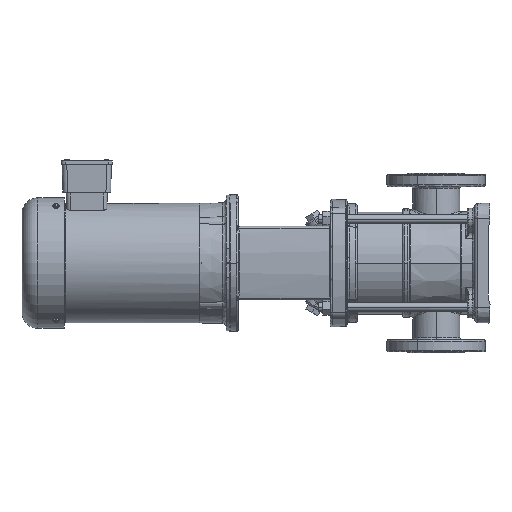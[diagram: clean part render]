
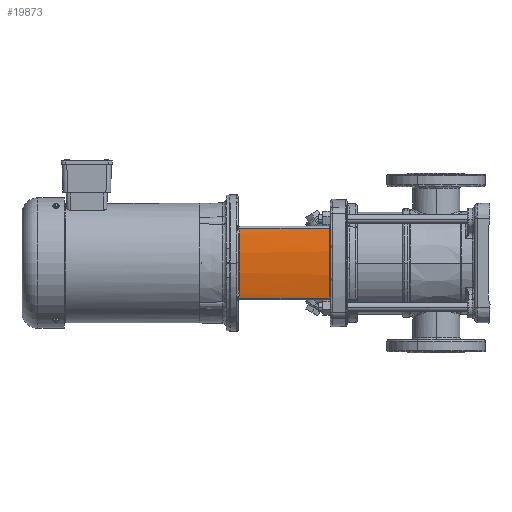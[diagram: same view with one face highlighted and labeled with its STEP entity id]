
A CAD part, left-side view. The second image highlights one B-rep face of the part: STEP entity #19873.
In plain terms, the highlighted cylindrical face has radius 247.5 mm (diameter 495 mm), a partial arc.
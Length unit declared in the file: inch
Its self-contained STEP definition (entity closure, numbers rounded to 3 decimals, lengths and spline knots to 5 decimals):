
#1725 = ORIENTED_EDGE ( 'NONE', *, *, #12533, .T. ) ;
#5986 = EDGE_CURVE ( 'NONE', #8569, #63252, #70696, .T. ) ;
#7742 = CARTESIAN_POINT ( 'NONE',  ( 2.30097, 13.01124, -3.79923 ) ) ;
#8569 = VERTEX_POINT ( 'NONE', #71186 ) ;
#8788 = CARTESIAN_POINT ( 'NONE',  ( 2.09615, 12.98171, -3.84669 ) ) ;
#12533 = EDGE_CURVE ( 'NONE', #106192, #30618, #39298, .T. ) ;
#14281 = ORIENTED_EDGE ( 'NONE', *, *, #5986, .T. ) ;
#14715 = CARTESIAN_POINT ( 'NONE',  ( -2.17308, 12.98892, -3.8294 ) ) ;
#14862 = CARTESIAN_POINT ( 'NONE',  ( -2.30097, 13.01124, -3.79923 ) ) ;
#15819 = CARTESIAN_POINT ( 'NONE',  ( -2.21644, 12.99473, -3.81938 ) ) ;
#19873 = ADVANCED_FACE ( 'NONE', ( #32819 ), #41690, .T. ) ;
#21522 = VERTEX_POINT ( 'NONE', #37468 ) ;
#21950 = CARTESIAN_POINT ( 'NONE',  ( -2.16095, 12.98756, -3.83217 ) ) ;
#22690 = ORIENTED_EDGE ( 'NONE', *, *, #73550, .T. ) ;
#24396 = AXIS2_PLACEMENT_3D ( 'NONE', #97528, #56950, #80324 ) ;
#24897 = CARTESIAN_POINT ( 'NONE',  ( 2.20476, 12.99193, -3.82227 ) ) ;
#25445 = CARTESIAN_POINT ( 'NONE',  ( 2.13333, 12.98479, -3.8384 ) ) ;
#30063 = DIRECTION ( 'NONE',  ( 0., 1., 0. ) ) ;
#30618 = VERTEX_POINT ( 'NONE', #7742 ) ;
#31368 = CARTESIAN_POINT ( 'NONE',  ( -2.19686, 12.99185, -3.82394 ) ) ;
#32062 = CARTESIAN_POINT ( 'NONE',  ( -2.30097, 9.03351, -3.79923 ) ) ;
#32819 = FACE_OUTER_BOUND ( 'NONE', #101628, .T. ) ;
#33380 = DIRECTION ( 'NONE',  ( 0., 0., 1. ) ) ;
#35388 = DIRECTION ( 'NONE',  ( 0., 1., 0. ) ) ;
#37468 = CARTESIAN_POINT ( 'NONE',  ( -2.30097, 13.01124, -3.79923 ) ) ;
#39298 = B_SPLINE_CURVE_WITH_KNOTS ( 'NONE', 3,
 ( #59294, #68190, #74873, #108227, #8788, #41552, #25445, #50436, #42112, #24897, #75975, #109852 ),
 .UNSPECIFIED., .F., .F.,
 ( 4, 2, 1, 1, 2, 2, 4 ),
 ( 0., 0.25, 0.375, 0.4375, 0.46875, 0.5, 1. ),
 .UNSPECIFIED. ) ;
#40233 = CARTESIAN_POINT ( 'NONE',  ( -2.30097, 13.01124, -3.79923 ) ) ;
#40313 = CIRCLE ( 'NONE', #24396, 9.74409 ) ;
#41012 = ORIENTED_EDGE ( 'NONE', *, *, #98061, .T. ) ;
#41552 = CARTESIAN_POINT ( 'NONE',  ( 2.12228, 12.98379, -3.84088 ) ) ;
#41690 = CYLINDRICAL_SURFACE ( 'NONE', #107188, 9.74409 ) ;
#42112 = CARTESIAN_POINT ( 'NONE',  ( 2.1444, 12.98584, -3.83591 ) ) ;
#43878 = VERTEX_POINT ( 'NONE', #49549 ) ;
#47285 = CARTESIAN_POINT ( 'NONE',  ( 2.30097, 6.9774, -3.79923 ) ) ;
#48571 = CARTESIAN_POINT ( 'NONE',  ( -2.15219, 12.98663, -3.83415 ) ) ;
#49549 = CARTESIAN_POINT ( 'NONE',  ( -1.96076, 12.9774, -3.87549 ) ) ;
#50436 = CARTESIAN_POINT ( 'NONE',  ( 2.14067, 12.98548, -3.83676 ) ) ;
#50735 = EDGE_CURVE ( 'NONE', #8569, #30618, #53403, .T. ) ;
#53403 = LINE ( 'NONE', #47285, #85053 ) ;
#53601 = EDGE_CURVE ( 'NONE', #63252, #21522, #57254, .T. ) ;
#56950 = DIRECTION ( 'NONE',  ( 0., -1., 0. ) ) ;
#57254 = B_SPLINE_CURVE_WITH_KNOTS ( 'NONE', 3,
 ( #99803, #32062, #65916, #14862 ),
 .UNSPECIFIED., .F., .F.,
 ( 4, 4 ),
 ( 0., 1. ),
 .UNSPECIFIED. ) ;
#57271 = ORIENTED_EDGE ( 'NONE', *, *, #50735, .F. ) ;
#59294 = CARTESIAN_POINT ( 'NONE',  ( 1.96076, 12.9774, -3.87549 ) ) ;
#60364 = CARTESIAN_POINT ( 'NONE',  ( 0., 7.04465, 5.66929 ) ) ;
#63252 = VERTEX_POINT ( 'NONE', #80832 ) ;
#64528 = B_SPLINE_CURVE_WITH_KNOTS ( 'NONE', 3,
 ( #40233, #65769, #106921, #15819, #31368, #14715, #21950, #83550, #48571, #99653, #81367, #73567, #90760 ),
 .UNSPECIFIED., .F., .F.,
 ( 4, 2, 1, 1, 1, 2, 2, 4 ),
 ( 0., 0.25, 0.375, 0.4375, 0.46875, 0.48437, 0.5, 1. ),
 .UNSPECIFIED. ) ;
#65365 = AXIS2_PLACEMENT_3D ( 'NONE', #60364, #35388, #69257 ) ;
#65769 = CARTESIAN_POINT ( 'NONE',  ( -2.27845, 13.00578, -3.8047 ) ) ;
#65916 = CARTESIAN_POINT ( 'NONE',  ( -2.30097, 11.02238, -3.79923 ) ) ;
#66112 = CARTESIAN_POINT ( 'NONE',  ( 0., 6.9774, 5.66929 ) ) ;
#68190 = CARTESIAN_POINT ( 'NONE',  ( 1.99409, 12.9774, -3.86864 ) ) ;
#69257 = DIRECTION ( 'NONE',  ( 0.238, 0., -0.971 ) ) ;
#70696 = CIRCLE ( 'NONE', #65365, 9.74409 ) ;
#71186 = CARTESIAN_POINT ( 'NONE',  ( 2.30097, 7.04465, -3.79923 ) ) ;
#73550 = EDGE_CURVE ( 'NONE', #21522, #43878, #64528, .T. ) ;
#73567 = CARTESIAN_POINT ( 'NONE',  ( -2.02769, 12.9774, -3.86174 ) ) ;
#74873 = CARTESIAN_POINT ( 'NONE',  ( 2.02635, 12.97813, -3.86183 ) ) ;
#75975 = CARTESIAN_POINT ( 'NONE',  ( 2.25575, 13.00028, -3.81022 ) ) ;
#80324 = DIRECTION ( 'NONE',  ( 0., 0., 1. ) ) ;
#80832 = CARTESIAN_POINT ( 'NONE',  ( -2.30097, 7.04465, -3.79923 ) ) ;
#81367 = CARTESIAN_POINT ( 'NONE',  ( -2.09032, 12.98036, -3.84814 ) ) ;
#83550 = CARTESIAN_POINT ( 'NONE',  ( -2.1557, 12.987, -3.83336 ) ) ;
#85053 = VECTOR ( 'NONE', #30063, 39.37008 ) ;
#90760 = CARTESIAN_POINT ( 'NONE',  ( -1.96076, 12.9774, -3.87549 ) ) ;
#97528 = CARTESIAN_POINT ( 'NONE',  ( 0., 12.9774, 5.66929 ) ) ;
#98061 = EDGE_CURVE ( 'NONE', #43878, #106192, #40313, .T. ) ;
#99653 = CARTESIAN_POINT ( 'NONE',  ( -2.15048, 12.98646, -3.83454 ) ) ;
#99803 = CARTESIAN_POINT ( 'NONE',  ( -2.30097, 7.04465, -3.79923 ) ) ;
#101104 = DIRECTION ( 'NONE',  ( 0., 1., 0. ) ) ;
#101628 = EDGE_LOOP ( 'NONE', ( #41012, #1725, #57271, #14281, #104178, #22690 ) ) ;
#104178 = ORIENTED_EDGE ( 'NONE', *, *, #53601, .T. ) ;
#106192 = VERTEX_POINT ( 'NONE', #106352 ) ;
#106352 = CARTESIAN_POINT ( 'NONE',  ( 1.96076, 12.9774, -3.87549 ) ) ;
#106921 = CARTESIAN_POINT ( 'NONE',  ( -2.25451, 13.00097, -3.81044 ) ) ;
#107188 = AXIS2_PLACEMENT_3D ( 'NONE', #66112, #101104, #33380 ) ;
#108227 = CARTESIAN_POINT ( 'NONE',  ( 2.07315, 12.98033, -3.85172 ) ) ;
#109852 = CARTESIAN_POINT ( 'NONE',  ( 2.30097, 13.01124, -3.79923 ) ) ;
